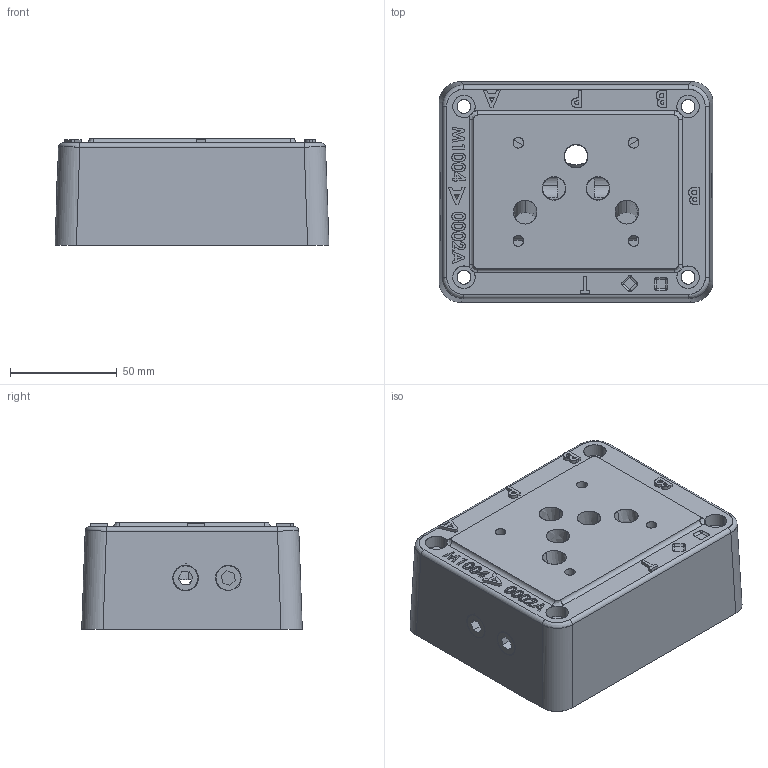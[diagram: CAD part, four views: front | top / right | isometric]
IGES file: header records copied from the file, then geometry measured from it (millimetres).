
Start section: SolidWorks IGES file using analytic representation for surfaces
Global section: file name: BS513001.igs; native system: SolidWorks 2014; preprocessor: SolidWorks 2014; author: serviziopdm; date: 160622.165343; units: millimetre
Bounding box: 128.35 x 103.35 x 50 mm (x, y, z)
Surface area: 67496.8 mm2 (no closed solid volume)
Topology: 0 solids, 0 shells, 529 faces, 7195 edges, 7165 vertices
Faces by surface type: bspline 345, revolution 184
